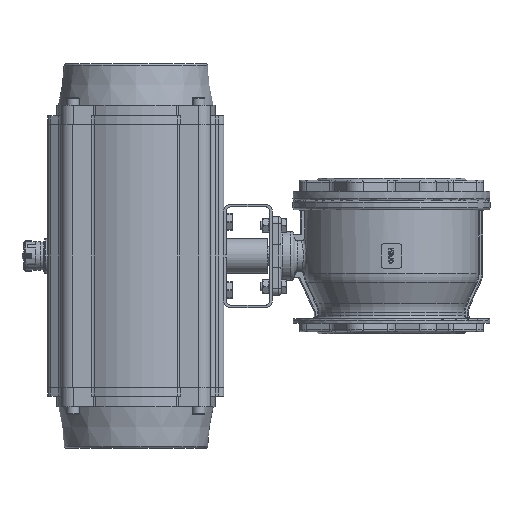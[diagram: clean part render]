
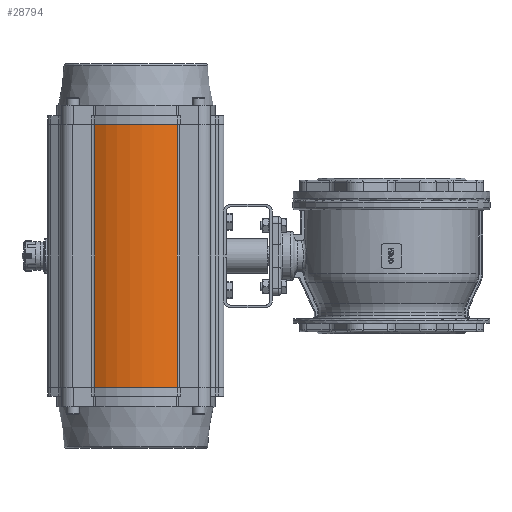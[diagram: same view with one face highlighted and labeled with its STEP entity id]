
A CAD part, left-side view. The second image highlights one B-rep face of the part: STEP entity #28794.
In plain terms, the highlighted cylindrical face has radius 115.65 mm (diameter 231.3 mm), a partial arc.
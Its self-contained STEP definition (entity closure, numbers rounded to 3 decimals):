
#1624=CYLINDRICAL_SURFACE('',#31711,115.65);
#2506=CIRCLE('',#31686,115.65);
#2531=CIRCLE('',#31712,115.65);
#7371=ORIENTED_EDGE('',*,*,#13503,.F.);
#7372=ORIENTED_EDGE('',*,*,#13544,.F.);
#7373=ORIENTED_EDGE('',*,*,#13545,.T.);
#7374=ORIENTED_EDGE('',*,*,#13546,.T.);
#13503=EDGE_CURVE('',#16888,#16889,#2506,.T.);
#13544=EDGE_CURVE('',#16929,#16888,#19410,.T.);
#13545=EDGE_CURVE('',#16929,#16930,#2531,.T.);
#13546=EDGE_CURVE('',#16930,#16889,#19411,.T.);
#16888=VERTEX_POINT('',#82956);
#16889=VERTEX_POINT('',#82958);
#16929=VERTEX_POINT('',#83040);
#16930=VERTEX_POINT('',#83042);
#19410=LINE('',#83039,#21426);
#19411=LINE('',#83043,#21427);
#21426=VECTOR('',#37127,1000.);
#21427=VECTOR('',#37130,1000.);
#23458=EDGE_LOOP('',(#7371,#7372,#7373,#7374));
#25824=FACE_BOUND('',#23458,.T.);
#28794=ADVANCED_FACE('',(#25824),#1624,.T.);
#31686=AXIS2_PLACEMENT_3D('',#82957,#37059,#37060);
#31711=AXIS2_PLACEMENT_3D('',#83038,#37125,#37126);
#31712=AXIS2_PLACEMENT_3D('',#83041,#37128,#37129);
#37059=DIRECTION('',(0.,0.,1.));
#37060=DIRECTION('',(1.,0.,0.));
#37125=DIRECTION('',(0.,0.,1.));
#37126=DIRECTION('',(1.,0.,0.));
#37127=DIRECTION('',(0.,0.,1.));
#37128=DIRECTION('',(0.,0.,1.));
#37129=DIRECTION('',(1.,0.,0.));
#37130=DIRECTION('',(0.,0.,1.));
#82956=CARTESIAN_POINT('',(-99.142,59.547,0.));
#82957=CARTESIAN_POINT('',(0.,0.,0.));
#82958=CARTESIAN_POINT('',(-99.142,-59.547,0.));
#83038=CARTESIAN_POINT('',(0.,0.,-380.));
#83039=CARTESIAN_POINT('',(-99.142,59.547,-380.));
#83040=CARTESIAN_POINT('',(-99.142,59.547,-380.));
#83041=CARTESIAN_POINT('',(0.,0.,-380.));
#83042=CARTESIAN_POINT('',(-99.142,-59.547,-380.));
#83043=CARTESIAN_POINT('',(-99.142,-59.547,-380.));
